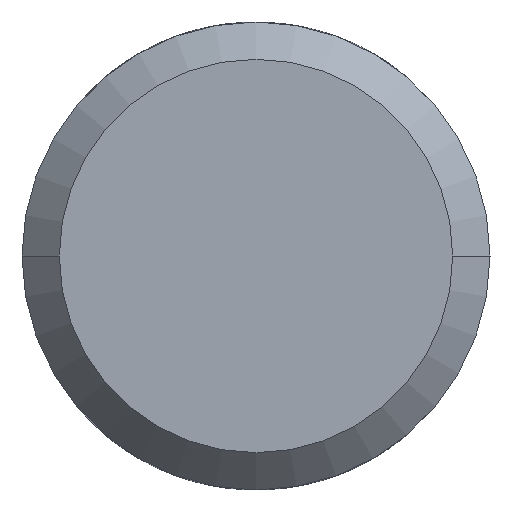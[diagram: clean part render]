
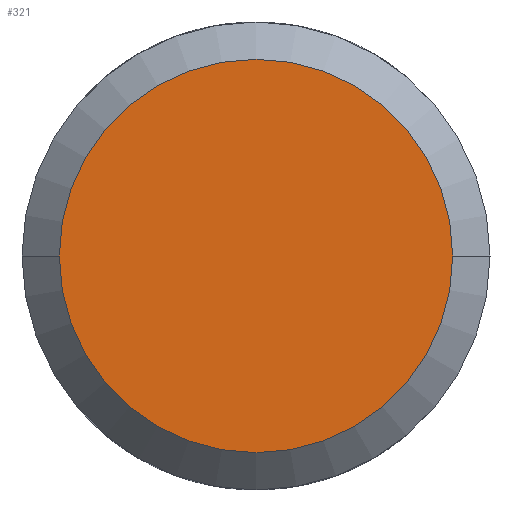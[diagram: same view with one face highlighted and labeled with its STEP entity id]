
A CAD part, left-side view. The second image highlights one B-rep face of the part: STEP entity #321.
In plain terms, the highlighted planar face has unit normal (-1, 0, 0).
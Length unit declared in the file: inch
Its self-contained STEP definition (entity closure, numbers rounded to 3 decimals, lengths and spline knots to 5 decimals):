
#114=CARTESIAN_POINT('',(-9.525,0.,0.));
#115=DIRECTION('',(-1.,0.,0.));
#116=DIRECTION('',(0.,-1.,0.));
#117=AXIS2_PLACEMENT_3D('',#114,#115,#116);
#119=CARTESIAN_POINT('',(-9.525,0.,0.));
#120=DIRECTION('',(-1.,0.,0.));
#121=DIRECTION('',(0.,1.,0.));
#122=AXIS2_PLACEMENT_3D('',#119,#120,#121);
#298=CARTESIAN_POINT('',(-9.525,-4.005,0.));
#299=CARTESIAN_POINT('',(-9.525,4.005,0.));
#300=VERTEX_POINT('',#298);
#301=VERTEX_POINT('',#299);
#310=CARTESIAN_POINT('',(-9.525,0.,0.));
#311=DIRECTION('',(1.,0.,0.));
#312=DIRECTION('',(0.,-1.,0.));
#313=AXIS2_PLACEMENT_3D('',#310,#311,#312);
#314=PLANE('',#313);
#316=ORIENTED_EDGE('',*,*,#315,.F.);
#318=ORIENTED_EDGE('',*,*,#317,.F.);
#319=EDGE_LOOP('',(#316,#318));
#320=FACE_OUTER_BOUND('',#319,.F.);
#118=CIRCLE('',#117,4.005);
#123=CIRCLE('',#122,4.005);
#315=EDGE_CURVE('',#300,#301,#118,.T.);
#317=EDGE_CURVE('',#301,#300,#123,.T.);
#321=ADVANCED_FACE('',(#320),#314,.F.);
